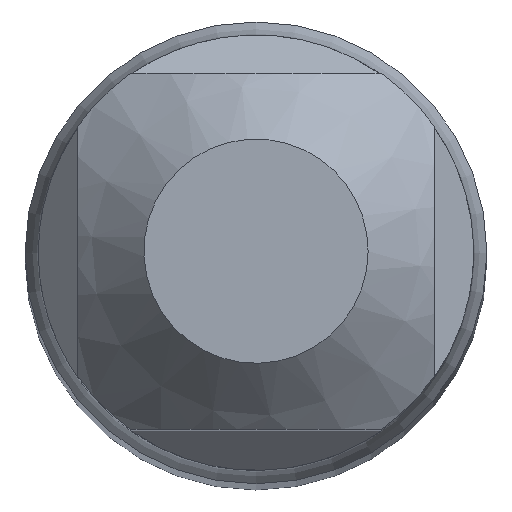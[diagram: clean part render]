
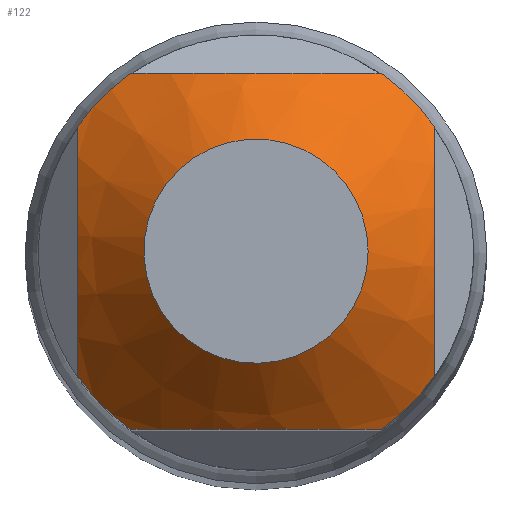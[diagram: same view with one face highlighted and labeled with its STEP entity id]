
A CAD part, top view. The second image highlights one B-rep face of the part: STEP entity #122.
In plain terms, the highlighted conical face has half-angle 45 degrees and reference radius 1000 mm.
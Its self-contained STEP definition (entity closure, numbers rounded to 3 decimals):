
#51=CONICAL_SURFACE('',#443,1000.,45.);
#80=FACE_BOUND('',#179,.T.);
#81=FACE_BOUND('',#180,.T.);
#86=CIRCLE('',#418,0.85);
#96=CIRCLE('',#437,1.65);
#97=CIRCLE('',#438,1.65);
#98=CIRCLE('',#439,1.65);
#99=CIRCLE('',#440,1.65);
#122=ADVANCED_FACE('NONE',(#80,#81),#51,.T.);
#179=EDGE_LOOP('',(#250,#251,#252,#253,#254,#255,#256,#257));
#180=EDGE_LOOP('',(#258));
#250=ORIENTED_EDGE('',*,*,#312,.F.);
#251=ORIENTED_EDGE('',*,*,#326,.F.);
#252=ORIENTED_EDGE('',*,*,#303,.F.);
#253=ORIENTED_EDGE('',*,*,#325,.F.);
#254=ORIENTED_EDGE('',*,*,#306,.F.);
#255=ORIENTED_EDGE('',*,*,#324,.F.);
#256=ORIENTED_EDGE('',*,*,#309,.F.);
#257=ORIENTED_EDGE('',*,*,#327,.F.);
#258=ORIENTED_EDGE('',*,*,#314,.T.);
#273=VERTEX_POINT('',#596);
#274=VERTEX_POINT('',#610);
#275=VERTEX_POINT('',#614);
#276=VERTEX_POINT('',#628);
#277=VERTEX_POINT('',#632);
#278=VERTEX_POINT('',#646);
#279=VERTEX_POINT('',#650);
#280=VERTEX_POINT('',#664);
#281=VERTEX_POINT('',#668);
#303=EDGE_CURVE('NONE',#273,#274,#365,.T.);
#306=EDGE_CURVE('NONE',#275,#276,#366,.T.);
#309=EDGE_CURVE('NONE',#277,#278,#367,.T.);
#312=EDGE_CURVE('NONE',#279,#280,#368,.T.);
#314=EDGE_CURVE('NONE',#281,#281,#86,.T.);
#324=EDGE_CURVE('NONE',#278,#275,#96,.T.);
#325=EDGE_CURVE('NONE',#276,#273,#97,.T.);
#326=EDGE_CURVE('NONE',#274,#279,#98,.T.);
#327=EDGE_CURVE('NONE',#280,#277,#99,.T.);
#365=B_SPLINE_CURVE_WITH_KNOTS('',3,(#597,#598,#599,#600,#601,#602,#603,
#604,#605,#606,#607,#608,#609),.UNSPECIFIED.,.F.,.F.,(4,3,3,3,4),(0.,0.34,
0.581,0.821,1.),.UNSPECIFIED.);
#366=B_SPLINE_CURVE_WITH_KNOTS('',3,(#615,#616,#617,#618,#619,#620,#621,
#622,#623,#624,#625,#626,#627),.UNSPECIFIED.,.F.,.F.,(4,3,3,3,4),(0.,0.324,
0.5,0.745,1.),.UNSPECIFIED.);
#367=B_SPLINE_CURVE_WITH_KNOTS('',3,(#633,#634,#635,#636,#637,#638,#639,
#640,#641,#642,#643,#644,#645),.UNSPECIFIED.,.F.,.F.,(4,3,3,3,4),(0.,0.34,
0.581,0.821,1.),.UNSPECIFIED.);
#368=B_SPLINE_CURVE_WITH_KNOTS('',3,(#651,#652,#653,#654,#655,#656,#657,
#658,#659,#660,#661,#662,#663),.UNSPECIFIED.,.F.,.F.,(4,3,3,3,4),(0.,0.324,
0.5,0.745,1.),.UNSPECIFIED.);
#418=AXIS2_PLACEMENT_3D('',#667,#495,#496);
#437=AXIS2_PLACEMENT_3D('',#696,#533,#534);
#438=AXIS2_PLACEMENT_3D('',#697,#535,#536);
#439=AXIS2_PLACEMENT_3D('',#698,#537,#538);
#440=AXIS2_PLACEMENT_3D('',#699,#539,#540);
#443=AXIS2_PLACEMENT_3D('',#702,#545,#546);
#495=DIRECTION('',(0.,0.,-1.));
#496=DIRECTION('',(1.,0.,0.));
#533=DIRECTION('',(0.,0.,-1.));
#534=DIRECTION('',(0.,1.,0.));
#535=DIRECTION('',(0.,0.,-1.));
#536=DIRECTION('',(0.,1.,0.));
#537=DIRECTION('',(0.,0.,-1.));
#538=DIRECTION('',(0.,1.,0.));
#539=DIRECTION('',(0.,0.,-1.));
#540=DIRECTION('',(0.,1.,0.));
#545=DIRECTION('',(0.,0.,-1.));
#546=DIRECTION('',(0.,1.,0.));
#596=CARTESIAN_POINT('',(-1.35,-0.949,-0.8));
#597=CARTESIAN_POINT('',(-1.35,-0.949,-0.8));
#598=CARTESIAN_POINT('',(-1.35,-0.752,-0.687));
#599=CARTESIAN_POINT('',(-1.35,-0.542,-0.589));
#600=CARTESIAN_POINT('',(-1.35,-0.321,-0.538));
#601=CARTESIAN_POINT('',(-1.35,-0.164,-0.501));
#602=CARTESIAN_POINT('',(-1.35,0.001,-0.491));
#603=CARTESIAN_POINT('',(-1.35,0.161,-0.51));
#604=CARTESIAN_POINT('',(-1.35,0.32,-0.528));
#605=CARTESIAN_POINT('',(-1.35,0.477,-0.575));
#606=CARTESIAN_POINT('',(-1.35,0.625,-0.638));
#607=CARTESIAN_POINT('',(-1.35,0.736,-0.684));
#608=CARTESIAN_POINT('',(-1.35,0.844,-0.74));
#609=CARTESIAN_POINT('',(-1.35,0.949,-0.8));
#610=CARTESIAN_POINT('',(-1.35,0.949,-0.8));
#614=CARTESIAN_POINT('',(0.949,-1.35,-0.8));
#615=CARTESIAN_POINT('',(0.949,-1.35,-0.8));
#616=CARTESIAN_POINT('',(0.761,-1.35,-0.692));
#617=CARTESIAN_POINT('',(0.561,-1.35,-0.598));
#618=CARTESIAN_POINT('',(0.351,-1.35,-0.545));
#619=CARTESIAN_POINT('',(0.237,-1.35,-0.516));
#620=CARTESIAN_POINT('',(0.118,-1.35,-0.5));
#621=CARTESIAN_POINT('',(0.,-1.35,-0.5));
#622=CARTESIAN_POINT('',(-0.164,-1.35,-0.5));
#623=CARTESIAN_POINT('',(-0.329,-1.35,-0.532));
#624=CARTESIAN_POINT('',(-0.484,-1.35,-0.584));
#625=CARTESIAN_POINT('',(-0.646,-1.35,-0.639));
#626=CARTESIAN_POINT('',(-0.801,-1.35,-0.715));
#627=CARTESIAN_POINT('',(-0.949,-1.35,-0.8));
#628=CARTESIAN_POINT('',(-0.949,-1.35,-0.8));
#632=CARTESIAN_POINT('',(1.35,0.949,-0.8));
#633=CARTESIAN_POINT('',(1.35,0.949,-0.8));
#634=CARTESIAN_POINT('',(1.35,0.752,-0.687));
#635=CARTESIAN_POINT('',(1.35,0.542,-0.589));
#636=CARTESIAN_POINT('',(1.35,0.321,-0.538));
#637=CARTESIAN_POINT('',(1.35,0.164,-0.501));
#638=CARTESIAN_POINT('',(1.35,-0.001,-0.491));
#639=CARTESIAN_POINT('',(1.35,-0.161,-0.51));
#640=CARTESIAN_POINT('',(1.35,-0.32,-0.528));
#641=CARTESIAN_POINT('',(1.35,-0.477,-0.575));
#642=CARTESIAN_POINT('',(1.35,-0.625,-0.638));
#643=CARTESIAN_POINT('',(1.35,-0.736,-0.684));
#644=CARTESIAN_POINT('',(1.35,-0.844,-0.74));
#645=CARTESIAN_POINT('',(1.35,-0.949,-0.8));
#646=CARTESIAN_POINT('',(1.35,-0.949,-0.8));
#650=CARTESIAN_POINT('',(-0.949,1.35,-0.8));
#651=CARTESIAN_POINT('',(-0.949,1.35,-0.8));
#652=CARTESIAN_POINT('',(-0.761,1.35,-0.692));
#653=CARTESIAN_POINT('',(-0.561,1.35,-0.598));
#654=CARTESIAN_POINT('',(-0.351,1.35,-0.545));
#655=CARTESIAN_POINT('',(-0.237,1.35,-0.516));
#656=CARTESIAN_POINT('',(-0.118,1.35,-0.5));
#657=CARTESIAN_POINT('',(0.,1.35,-0.5));
#658=CARTESIAN_POINT('',(0.164,1.35,-0.5));
#659=CARTESIAN_POINT('',(0.329,1.35,-0.532));
#660=CARTESIAN_POINT('',(0.484,1.35,-0.584));
#661=CARTESIAN_POINT('',(0.646,1.35,-0.639));
#662=CARTESIAN_POINT('',(0.801,1.35,-0.715));
#663=CARTESIAN_POINT('',(0.949,1.35,-0.8));
#664=CARTESIAN_POINT('',(0.949,1.35,-0.8));
#667=CARTESIAN_POINT('',(0.,0.,0.));
#668=CARTESIAN_POINT('',(0.85,0.,0.));
#696=CARTESIAN_POINT('',(0.,0.,-0.8));
#697=CARTESIAN_POINT('',(0.,0.,-0.8));
#698=CARTESIAN_POINT('',(0.,0.,-0.8));
#699=CARTESIAN_POINT('',(0.,0.,-0.8));
#702=CARTESIAN_POINT('',(0.,0.,-999.15));
